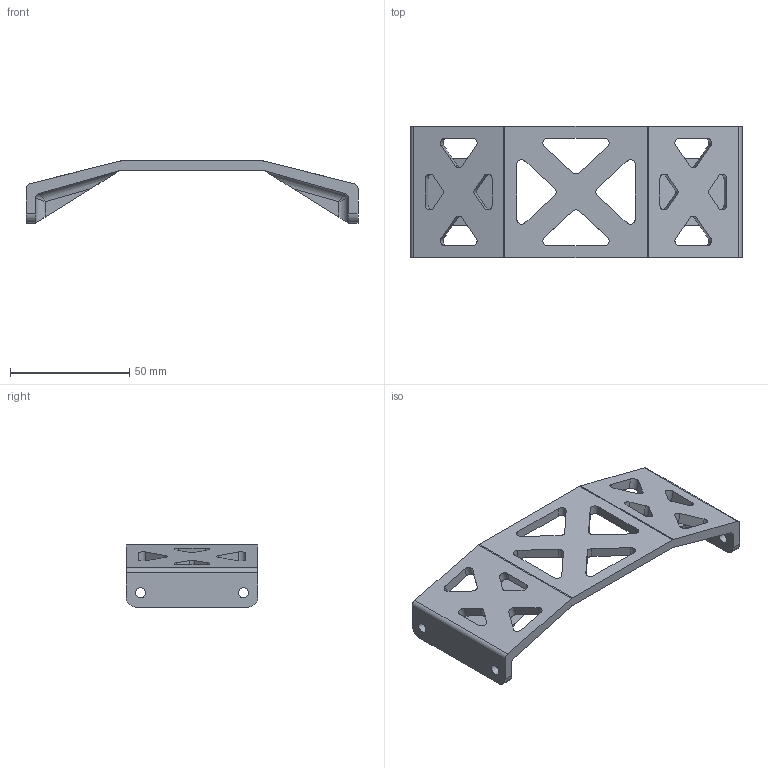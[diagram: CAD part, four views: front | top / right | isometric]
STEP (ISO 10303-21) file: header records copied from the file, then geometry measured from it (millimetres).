
FILE_DESCRIPTION(/* description */ (''),/* implementation_level */ '2;1');
FILE_NAME(/* name */ '',/* time_stamp */ '2026-01-17T19:35:15+03:00',/* author */ ('Phantom'),/* organization */ (''),/* preprocessor_version */ 'ST-DEVELOPER v20.1',/* originating_system */ 'Autodesk Inventor 2026',/* authorisation */ '');
FILE_SCHEMA (('AUTOMOTIVE_DESIGN { 1 0 10303 214 3 1 1 }'));
Length unit declared in the file: millimetre
Products named in the file (1): распорка шутера 
1
Bounding box: 139 x 55 x 26 mm (x, y, z)
Volume: 38945.5 mm3; surface area: 19848.2 mm2
Topology: 1 solids, 1 shells, 134 faces, 372 edges, 236 vertices
Faces by surface type: plane 68, cylinder 62, bspline 4
Full cylindrical faces by diameter (mm): 4.2 x4
Entity records: 4447 total; most frequent: CARTESIAN_POINT 855, DIRECTION 754, ORIENTED_EDGE 736, EDGE_CURVE 368, AXIS2_PLACEMENT_3D 255, LINE 244, VECTOR 244, VERTEX_POINT 236
